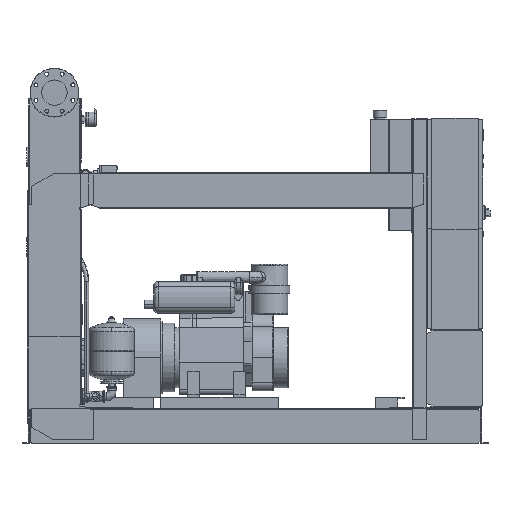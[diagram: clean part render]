
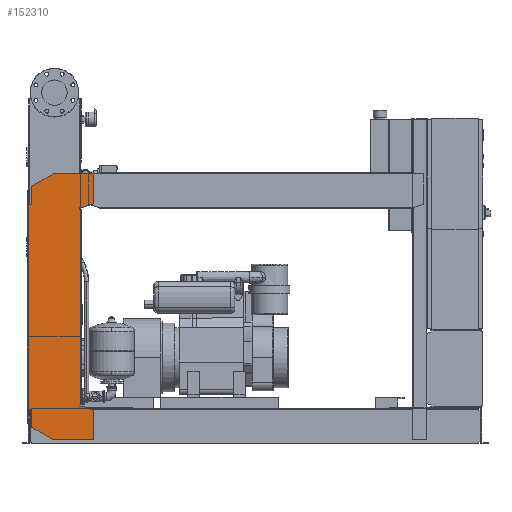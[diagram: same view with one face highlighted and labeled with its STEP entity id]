
A CAD part, front view. The second image highlights one B-rep face of the part: STEP entity #152310.
In plain terms, the highlighted free-form (B-spline) face has degree [1, 1] with [2, 2] control points.
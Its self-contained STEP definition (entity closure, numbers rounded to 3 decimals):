
#151795=CARTESIAN_POINT('',(-102.0,-463.5,1076.0));
#151796=VERTEX_POINT('',#151795);
#151803=CARTESIAN_POINT('',(-102.0,-463.5,1158.574));
#151804=VERTEX_POINT('',#151803);
#151805=CARTESIAN_POINT('',(-102.0,-463.5,1076.0));
#151806=DIRECTION('',(0.0,0.0,1.0));
#151807=VECTOR('',#151806,82.574);
#151808=LINE('',#151805,#151807);
#151809=EDGE_CURVE('',#151796,#151804,#151808,.T.);
#151827=CARTESIAN_POINT('',(-6.,-463.5,1214.0));
#151828=VERTEX_POINT('',#151827);
#151829=CARTESIAN_POINT('',(-102.0,-463.5,1158.574));
#151830=DIRECTION('',(0.866,0.0,0.5));
#151831=VECTOR('',#151830,110.851);
#151832=LINE('',#151829,#151831);
#151833=EDGE_CURVE('',#151804,#151828,#151832,.T.);
#151851=CARTESIAN_POINT('',(177.0,-463.5,1214.0));
#151852=VERTEX_POINT('',#151851);
#151853=CARTESIAN_POINT('',(-6.,-463.5,1214.0));
#151854=DIRECTION('',(1.0,0.0,0.0));
#151855=VECTOR('',#151854,183.0);
#151856=LINE('',#151853,#151855);
#151857=EDGE_CURVE('',#151828,#151852,#151856,.T.);
#151875=CARTESIAN_POINT('',(177.0,-463.5,1080.379));
#151876=VERTEX_POINT('',#151875);
#151877=CARTESIAN_POINT('',(177.0,-463.5,1214.0));
#151878=DIRECTION('',(0.0,0.0,-1.0));
#151879=VECTOR('',#151878,133.621);
#151880=LINE('',#151877,#151879);
#151881=EDGE_CURVE('',#151852,#151876,#151880,.T.);
#151899=CARTESIAN_POINT('',(132.,-463.5,1064.0));
#151900=VERTEX_POINT('',#151899);
#151901=CARTESIAN_POINT('',(177.0,-463.5,1080.379));
#151902=DIRECTION('',(-0.94,0.0,-0.342));
#151903=VECTOR('',#151902,47.888);
#151904=LINE('',#151901,#151903);
#151905=EDGE_CURVE('',#151876,#151900,#151904,.T.);
#151923=CARTESIAN_POINT('',(112.0,-463.5,1064.0));
#151924=VERTEX_POINT('',#151923);
#151925=CARTESIAN_POINT('',(132.,-463.5,1064.0));
#151926=DIRECTION('',(-1.0,0.0,0.0));
#151927=VECTOR('',#151926,20.);
#151928=LINE('',#151925,#151927);
#151929=EDGE_CURVE('',#151900,#151924,#151928,.T.);
#151947=CARTESIAN_POINT('',(112.0,-463.5,1056.0));
#151948=VERTEX_POINT('',#151947);
#151949=CARTESIAN_POINT('',(112.0,-463.5,1064.0));
#151950=DIRECTION('',(0.0,0.0,-1.0));
#151951=VECTOR('',#151950,8.0);
#151952=LINE('',#151949,#151951);
#151953=EDGE_CURVE('',#151924,#151948,#151952,.T.);
#151971=CARTESIAN_POINT('',(120.,-463.5,1056.0));
#151972=VERTEX_POINT('',#151971);
#151973=CARTESIAN_POINT('',(112.0,-463.5,1056.0));
#151974=DIRECTION('',(1.0,0.0,0.0));
#151975=VECTOR('',#151974,8.);
#151976=LINE('',#151973,#151975);
#151977=EDGE_CURVE('',#151948,#151972,#151976,.T.);
#151995=CARTESIAN_POINT('',(120.,-463.5,176.));
#151996=VERTEX_POINT('',#151995);
#152007=CARTESIAN_POINT('',(120.,-463.5,1056.0));
#152008=DIRECTION('',(0.0,0.0,-1.0));
#152009=VECTOR('',#152008,880.);
#152010=LINE('',#152007,#152009);
#152011=EDGE_CURVE('',#151972,#151996,#152010,.T.);
#152025=CARTESIAN_POINT('',(112.,-463.5,176.));
#152026=VERTEX_POINT('',#152025);
#152027=CARTESIAN_POINT('',(120.,-463.5,176.));
#152028=DIRECTION('',(-1.0,0.0,0.0));
#152029=VECTOR('',#152028,8.);
#152030=LINE('',#152027,#152029);
#152031=EDGE_CURVE('',#151996,#152026,#152030,.T.);
#152049=CARTESIAN_POINT('',(112.,-463.5,168.));
#152050=VERTEX_POINT('',#152049);
#152051=CARTESIAN_POINT('',(112.,-463.5,176.));
#152052=DIRECTION('',(0.0,0.0,-1.0));
#152053=VECTOR('',#152052,8.0);
#152054=LINE('',#152051,#152053);
#152055=EDGE_CURVE('',#152026,#152050,#152054,.T.);
#152073=CARTESIAN_POINT('',(132.,-463.5,168.));
#152074=VERTEX_POINT('',#152073);
#152075=CARTESIAN_POINT('',(112.,-463.5,168.));
#152076=DIRECTION('',(1.0,0.0,0.0));
#152077=VECTOR('',#152076,20.0);
#152078=LINE('',#152075,#152077);
#152079=EDGE_CURVE('',#152050,#152074,#152078,.T.);
#152097=CARTESIAN_POINT('',(177.,-463.5,151.621));
#152098=VERTEX_POINT('',#152097);
#152099=CARTESIAN_POINT('',(132.,-463.5,168.));
#152100=DIRECTION('',(0.94,0.0,-0.342));
#152101=VECTOR('',#152100,47.888);
#152102=LINE('',#152099,#152101);
#152103=EDGE_CURVE('',#152074,#152098,#152102,.T.);
#152121=CARTESIAN_POINT('',(177.,-463.5,18.0));
#152122=VERTEX_POINT('',#152121);
#152123=CARTESIAN_POINT('',(177.,-463.5,151.621));
#152124=DIRECTION('',(0.0,0.0,-1.0));
#152125=VECTOR('',#152124,133.621);
#152126=LINE('',#152123,#152125);
#152127=EDGE_CURVE('',#152098,#152122,#152126,.T.);
#152145=CARTESIAN_POINT('',(-4.,-463.5,18.0));
#152146=VERTEX_POINT('',#152145);
#152147=CARTESIAN_POINT('',(177.,-463.5,18.0));
#152148=DIRECTION('',(-1.0,0.0,0.0));
#152149=VECTOR('',#152148,181.);
#152150=LINE('',#152147,#152149);
#152151=EDGE_CURVE('',#152122,#152146,#152150,.T.);
#152169=CARTESIAN_POINT('',(-102.,-463.5,74.58));
#152170=VERTEX_POINT('',#152169);
#152171=CARTESIAN_POINT('',(-4.,-463.5,18.0));
#152172=DIRECTION('',(-0.866,0.,0.5));
#152173=VECTOR('',#152172,113.161);
#152174=LINE('',#152171,#152173);
#152175=EDGE_CURVE('',#152146,#152170,#152174,.T.);
#152193=CARTESIAN_POINT('',(-102.,-463.5,156.0));
#152194=VERTEX_POINT('',#152193);
#152195=CARTESIAN_POINT('',(-102.,-463.5,74.58));
#152196=DIRECTION('',(0.0,0.0,1.0));
#152197=VECTOR('',#152196,81.42);
#152198=LINE('',#152195,#152197);
#152199=EDGE_CURVE('',#152170,#152194,#152198,.T.);
#152217=CARTESIAN_POINT('',(-122.,-463.5,156.0));
#152218=VERTEX_POINT('',#152217);
#152219=CARTESIAN_POINT('',(-102.,-463.5,156.0));
#152220=DIRECTION('',(-1.0,0.0,0.0));
#152221=VECTOR('',#152220,20.0);
#152222=LINE('',#152219,#152221);
#152223=EDGE_CURVE('',#152194,#152218,#152222,.T.);
#152241=CARTESIAN_POINT('',(-122.0,-463.5,1076.0));
#152242=VERTEX_POINT('',#152241);
#152255=CARTESIAN_POINT('',(-122.,-463.5,156.0));
#152256=DIRECTION('',(0.0,0.0,1.0));
#152257=VECTOR('',#152256,920.0);
#152258=LINE('',#152255,#152257);
#152259=EDGE_CURVE('',#152218,#152242,#152258,.T.);
#152273=CARTESIAN_POINT('',(-122.0,-463.5,1076.0));
#152274=DIRECTION('',(1.0,0.0,0.0));
#152275=VECTOR('',#152274,20.0);
#152276=LINE('',#152273,#152275);
#152277=EDGE_CURVE('',#152242,#151796,#152276,.T.);
#152283=CARTESIAN_POINT('',(-122.,-463.5,18.0));
#152284=CARTESIAN_POINT('',(177.0,-463.5,18.0));
#152285=CARTESIAN_POINT('',(-122.,-463.5,1214.0));
#152286=CARTESIAN_POINT('',(177.0,-463.5,1214.0));
#152287=B_SPLINE_SURFACE_WITH_KNOTS('',1,1,((#152283,#152285),(#152284,#152286)),.UNSPECIFIED.,.F.,.F.,.U.,(2,2),(2,2),(0.0,299.),(0.0,1196.0),.UNSPECIFIED.);
#152288=ORIENTED_EDGE('',*,*,#152277,.F.);
#152289=ORIENTED_EDGE('',*,*,#152259,.F.);
#152290=ORIENTED_EDGE('',*,*,#152223,.F.);
#152291=ORIENTED_EDGE('',*,*,#152199,.F.);
#152292=ORIENTED_EDGE('',*,*,#152175,.F.);
#152293=ORIENTED_EDGE('',*,*,#152151,.F.);
#152294=ORIENTED_EDGE('',*,*,#152127,.F.);
#152295=ORIENTED_EDGE('',*,*,#152103,.F.);
#152296=ORIENTED_EDGE('',*,*,#152079,.F.);
#152297=ORIENTED_EDGE('',*,*,#152055,.F.);
#152298=ORIENTED_EDGE('',*,*,#152031,.F.);
#152299=ORIENTED_EDGE('',*,*,#152011,.F.);
#152300=ORIENTED_EDGE('',*,*,#151977,.F.);
#152301=ORIENTED_EDGE('',*,*,#151953,.F.);
#152302=ORIENTED_EDGE('',*,*,#151929,.F.);
#152303=ORIENTED_EDGE('',*,*,#151905,.F.);
#152304=ORIENTED_EDGE('',*,*,#151881,.F.);
#152305=ORIENTED_EDGE('',*,*,#151857,.F.);
#152306=ORIENTED_EDGE('',*,*,#151833,.F.);
#152307=ORIENTED_EDGE('',*,*,#151809,.F.);
#152308=EDGE_LOOP('',(#152288,#152289,#152290,#152291,#152292,#152293,#152294,#152295,#152296,#152297,#152298,#152299,#152300,#152301,#152302,#152303,#152304,#152305,#152306,#152307));
#152309=FACE_OUTER_BOUND('',#152308,.T.);
#152310=ADVANCED_FACE('',(#152309),#152287,.T.);
